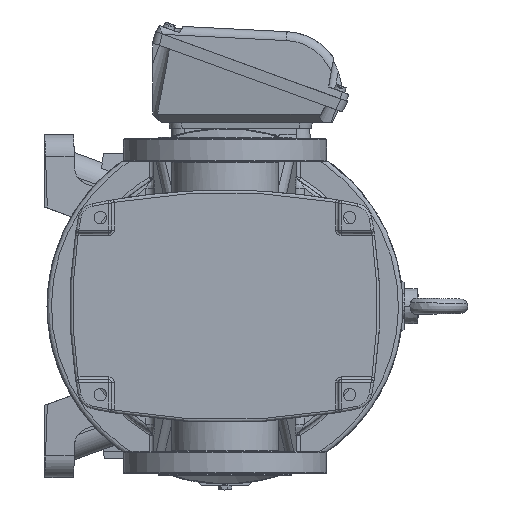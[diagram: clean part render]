
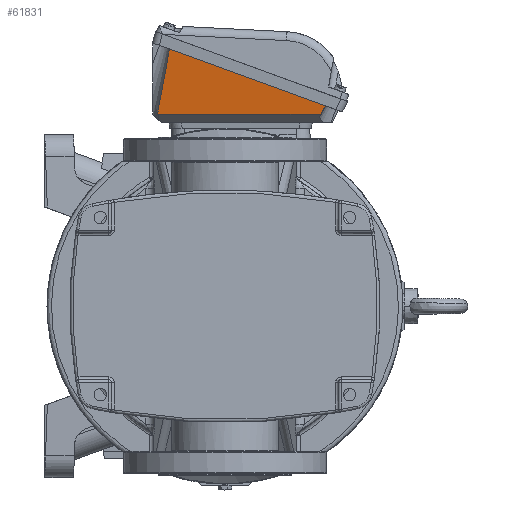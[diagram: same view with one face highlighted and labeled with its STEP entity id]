
A CAD part, front view. The second image highlights one B-rep face of the part: STEP entity #61831.
In plain terms, the highlighted face is planar.
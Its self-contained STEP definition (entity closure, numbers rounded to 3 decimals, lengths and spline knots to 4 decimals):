
#1591 = CARTESIAN_POINT ( 'NONE',  ( -8.679, -2.9521, 3.9733 ) ) ;
#3587 = EDGE_CURVE ( 'NONE', #31806, #89333, #113569, .T. ) ;
#4503 = CARTESIAN_POINT ( 'NONE',  ( -9.8317, -2.7328, 4.095 ) ) ;
#12762 = CARTESIAN_POINT ( 'NONE',  ( -9.466, -2.8016, 4.0564 ) ) ;
#13467 = CARTESIAN_POINT ( 'NONE',  ( -9.1684, -2.858, 4.025 ) ) ;
#16518 = VECTOR ( 'NONE', #40829, 39.3701 ) ;
#18221 = DIRECTION ( 'NONE',  ( 0., -0.999, -0.036 ) ) ;
#18301 = VECTOR ( 'NONE', #18221, 39.3701 ) ;
#19698 = CARTESIAN_POINT ( 'NONE',  ( -8.5039, 5.5765, 4.2626 ) ) ;
#22029 = VECTOR ( 'NONE', #72360, 39.3701 ) ;
#23977 = CARTESIAN_POINT ( 'NONE',  ( -9.4057, -2.813, 4.0501 ) ) ;
#26896 = CARTESIAN_POINT ( 'NONE',  ( -9.4694, -2.801, 4.0568 ) ) ;
#29083 = CARTESIAN_POINT ( 'NONE',  ( -10.1548, -2.6737, 4.1291 ) ) ;
#31806 = VERTEX_POINT ( 'NONE', #68576 ) ;
#32198 = EDGE_CURVE ( 'NONE', #116832, #80382, #48974, .T. ) ;
#35132 = CARTESIAN_POINT ( 'NONE',  ( -9.2836, -2.8361, 4.0372 ) ) ;
#35249 = CARTESIAN_POINT ( 'NONE',  ( -8.5039, 4.2519, 4.215 ) ) ;
#38054 = CARTESIAN_POINT ( 'NONE',  ( -9.3405, -2.8253, 4.0432 ) ) ;
#38695 = EDGE_CURVE ( 'NONE', #80382, #41395, #65922, .T. ) ;
#40257 = CARTESIAN_POINT ( 'NONE',  ( -10.4391, -2.6235, 4.1589 ) ) ;
#40829 = DIRECTION ( 'NONE',  ( 0.024, -0.999, -0.038 ) ) ;
#41395 = VERTEX_POINT ( 'NONE', #115438 ) ;
#41444 = CARTESIAN_POINT ( 'NONE',  ( -7.9479, 3.9308, 4.1485 ) ) ;
#41550 = CARTESIAN_POINT ( 'NONE',  ( -8.4967, -3.2298, 3.9453 ) ) ;
#42908 = EDGE_LOOP ( 'NONE', ( #57899, #145175, #48802, #79176, #141772, #69276 ) ) ;
#47031 = CARTESIAN_POINT ( 'NONE',  ( -9.454, -2.8039, 4.0552 ) ) ;
#48802 = ORIENTED_EDGE ( 'NONE', *, *, #3587, .F. ) ;
#48974 = LINE ( 'NONE', #41444, #117503 ) ;
#51915 = DIRECTION ( 'NONE',  ( 0.861, -0.497, -0.103 ) ) ;
#57899 = ORIENTED_EDGE ( 'NONE', *, *, #32198, .F. ) ;
#58256 = CARTESIAN_POINT ( 'NONE',  ( -9.468, -2.8013, 4.0566 ) ) ;
#61831 = ADVANCED_FACE ( 'NONE', ( #61852 ), #86412, .T. ) ;
#61852 = FACE_OUTER_BOUND ( 'NONE', #42908, .T. ) ;
#65922 = LINE ( 'NONE', #19698, #18301 ) ;
#68576 = CARTESIAN_POINT ( 'NONE',  ( -10.4391, -2.6235, 4.1589 ) ) ;
#68851 = DIRECTION ( 'NONE',  ( -0.98, 0.173, 0.103 ) ) ;
#68916 = VECTOR ( 'NONE', #68851, 39.3701 ) ;
#69276 = ORIENTED_EDGE ( 'NONE', *, *, #38695, .F. ) ;
#72360 = DIRECTION ( 'NONE',  ( 0.342, 0.94, 0. ) ) ;
#75818 = LINE ( 'NONE', #128964, #22029 ) ;
#79176 = ORIENTED_EDGE ( 'NONE', *, *, #146780, .F. ) ;
#80382 = VERTEX_POINT ( 'NONE', #35249 ) ;
#86412 = PLANE ( 'NONE',  #95523 ) ;
#89333 = VERTEX_POINT ( 'NONE', #104592 ) ;
#92520 = CARTESIAN_POINT ( 'NONE',  ( -9.462, -2.8024, 4.056 ) ) ;
#95523 = AXIS2_PLACEMENT_3D ( 'NONE', #106570, #96142, #131116 ) ;
#96142 = DIRECTION ( 'NONE',  ( 0.098, -0.036, 0.995 ) ) ;
#102984 = CARTESIAN_POINT ( 'NONE',  ( -9.0897, -2.8731, 4.0167 ) ) ;
#103709 = CARTESIAN_POINT ( 'NONE',  ( -9.4688, -2.8011, 4.0567 ) ) ;
#104592 = CARTESIAN_POINT ( 'NONE',  ( -11.3838, -2.457, 4.2582 ) ) ;
#106570 = CARTESIAN_POINT ( 'NONE',  ( -11.8898, -2.9263, 4.2913 ) ) ;
#108656 = LINE ( 'NONE', #41550, #16518 ) ;
#113569 = LINE ( 'NONE', #146384, #68916 ) ;
#114895 = CARTESIAN_POINT ( 'NONE',  ( -9.4379, -2.8069, 4.0535 ) ) ;
#114922 = CARTESIAN_POINT ( 'NONE',  ( -8.5025, -2.9865, 3.9546 ) ) ;
#115438 = CARTESIAN_POINT ( 'NONE',  ( -8.5039, -2.9263, 3.9569 ) ) ;
#116832 = VERTEX_POINT ( 'NONE', #128784 ) ;
#117503 = VECTOR ( 'NONE', #51915, 39.3701 ) ;
#117905 = VERTEX_POINT ( 'NONE', #114922 ) ;
#120722 = CARTESIAN_POINT ( 'NONE',  ( -9.4696, -2.8009, 4.0568 ) ) ;
#122600 = EDGE_CURVE ( 'NONE', #89333, #116832, #75818, .T. ) ;
#128784 = CARTESIAN_POINT ( 'NONE',  ( -8.8659, 4.4609, 4.2582 ) ) ;
#128964 = CARTESIAN_POINT ( 'NONE',  ( -11.5938, -3.034, 4.2582 ) ) ;
#131116 = DIRECTION ( 'NONE',  ( -0.342, -0.94, 0. ) ) ;
#136572 = EDGE_CURVE ( 'NONE', #41395, #117905, #108656, .T. ) ;
#137969 = CARTESIAN_POINT ( 'NONE',  ( -8.5025, -2.9865, 3.9546 ) ) ;
#140158 = CARTESIAN_POINT ( 'NONE',  ( -8.8478, -2.9195, 3.9911 ) ) ;
#140789 = B_SPLINE_CURVE_WITH_KNOTS ( 'NONE', 3,
 ( #137969, #1591, #140158, #102984, #13467, #35132, #38054, #23977, #114895, #47031, #92520, #12762, #58256, #103709, #26896, #120722, #4503, #29083, #40257 ),
 .UNSPECIFIED., .F., .F.,
 ( 4, 2, 2, 1, 1, 1, 1, 1, 1, 1, 2, 2, 4 ),
 ( 0., 0.25, 0.375, 0.4375, 0.4688, 0.4844, 0.4922, 0.4961, 0.498, 0.499, 0.4995, 0.5, 1. ),
 .UNSPECIFIED. ) ;
#141772 = ORIENTED_EDGE ( 'NONE', *, *, #136572, .F. ) ;
#145175 = ORIENTED_EDGE ( 'NONE', *, *, #122600, .F. ) ;
#146384 = CARTESIAN_POINT ( 'NONE',  ( -11.7932, -2.3848, 4.3013 ) ) ;
#146780 = EDGE_CURVE ( 'NONE', #117905, #31806, #140789, .T. ) ;
